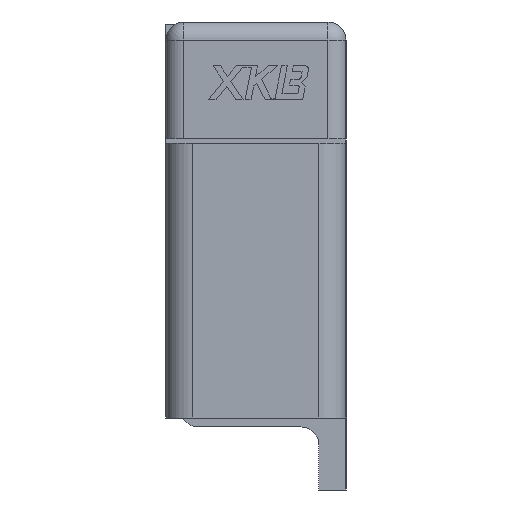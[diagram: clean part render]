
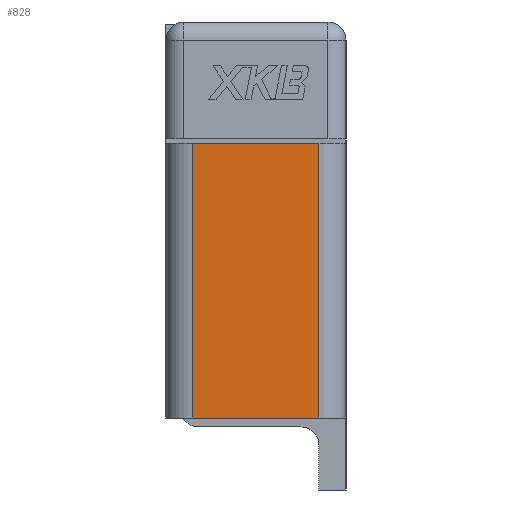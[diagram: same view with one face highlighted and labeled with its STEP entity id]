
A CAD part, left-side view. The second image highlights one B-rep face of the part: STEP entity #828.
In plain terms, the highlighted planar face has unit normal (-1, 0, 0).
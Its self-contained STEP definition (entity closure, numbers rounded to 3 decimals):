
#828=ADVANCED_FACE('',(#2402),#2403,.T.);
#2402=FACE_OUTER_BOUND('',#3980,.T.);
#2403=PLANE('',#3981);
#3980=EDGE_LOOP('',(#10726,#10727,#10728,#10729));
#3981=AXIS2_PLACEMENT_3D('',#10730,#10731,#10732);
#10726=ORIENTED_EDGE('',*,*,#10977,.T.);
#10727=ORIENTED_EDGE('',*,*,#12963,.F.);
#10728=ORIENTED_EDGE('',*,*,#11772,.T.);
#10729=ORIENTED_EDGE('',*,*,#12964,.T.);
#10730=CARTESIAN_POINT('',(-9.8,-1.0,-4.4));
#10731=DIRECTION('',(-1.0,0.0,0.0));
#10732=DIRECTION('',(0.0,0.0,1.0));
#10977=EDGE_CURVE('',#13392,#13390,#13393,.T.);
#11772=EDGE_CURVE('',#14647,#14645,#14648,.T.);
#12963=EDGE_CURVE('',#14647,#13390,#16592,.T.);
#12964=EDGE_CURVE('',#14645,#13392,#16593,.T.);
#13390=VERTEX_POINT('',#17152);
#13392=VERTEX_POINT('',#17154);
#13393=LINE('',#17155,#17156);
#14645=VERTEX_POINT('',#19083);
#14647=VERTEX_POINT('',#19085);
#14648=LINE('',#19086,#19087);
#16592=LINE('',#21969,#21970);
#16593=LINE('',#21971,#21972);
#17152=CARTESIAN_POINT('',(-9.8,0.7,-1.35));
#17154=CARTESIAN_POINT('',(-9.8,-0.7,-1.35));
#17155=CARTESIAN_POINT('',(-9.8,-0.7,-1.35));
#17156=VECTOR('',#22357,1.4);
#19083=CARTESIAN_POINT('',(-9.8,-0.7,-4.4));
#19085=CARTESIAN_POINT('',(-9.8,0.7,-4.4));
#19086=CARTESIAN_POINT('',(-9.8,0.7,-4.4));
#19087=VECTOR('',#23390,1.4);
#21969=CARTESIAN_POINT('',(-9.8,0.7,-4.4));
#21970=VECTOR('',#25085,3.05);
#21971=CARTESIAN_POINT('',(-9.8,-0.7,-4.4));
#21972=VECTOR('',#25086,3.05);
#22357=DIRECTION('',(0.0,1.0,0.0));
#23390=DIRECTION('',(0.0,-1.0,0.0));
#25085=DIRECTION('',(0.0,0.0,1.0));
#25086=DIRECTION('',(0.0,0.0,1.0));
